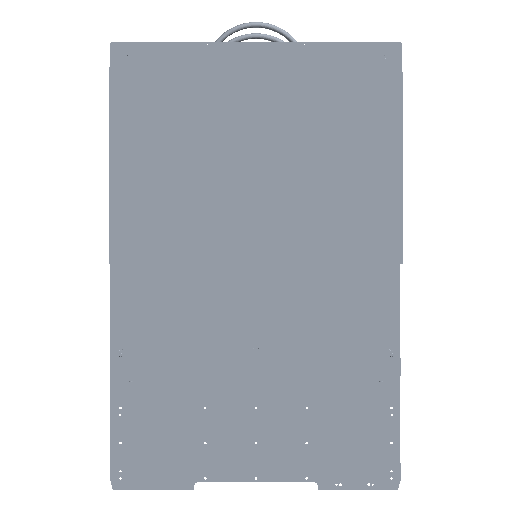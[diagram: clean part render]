
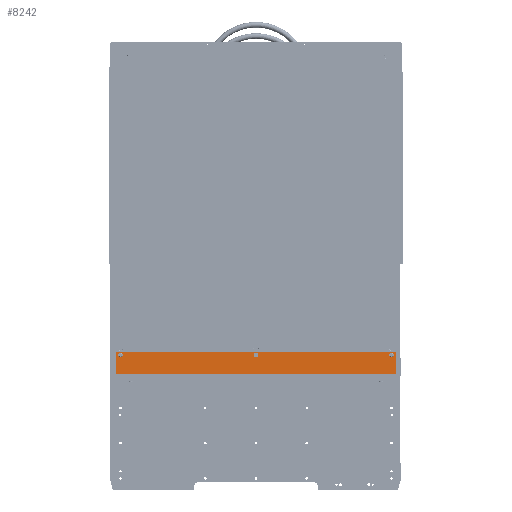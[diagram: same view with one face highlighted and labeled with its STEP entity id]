
A CAD part, front view. The second image highlights one B-rep face of the part: STEP entity #8242.
In plain terms, the highlighted planar face has unit normal (0, -1, 0).
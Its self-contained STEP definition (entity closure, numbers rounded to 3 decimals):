
#627 = ORIENTED_EDGE ( 'NONE', *, *, #24907, .F. ) ;
#2035 = DIRECTION ( 'NONE',  ( 0., -1., 0. ) ) ;
#2375 = CARTESIAN_POINT ( 'NONE',  ( -240.5, -5., 18. ) ) ;
#4293 = DIRECTION ( 'NONE',  ( 0., -1., 0. ) ) ;
#6024 = AXIS2_PLACEMENT_3D ( 'NONE', #44168, #4293, #20656 ) ;
#6174 = DIRECTION ( 'NONE',  ( -1., 0., 0. ) ) ;
#6280 = CARTESIAN_POINT ( 'NONE',  ( 0., -5., 14. ) ) ;
#7426 = VERTEX_POINT ( 'NONE', #29309 ) ;
#8242 = ADVANCED_FACE ( 'NONE', ( #49767, #30074, #54667, #61303 ), #31090, .F. ) ;
#8269 = EDGE_CURVE ( 'NONE', #33582, #7426, #9965, .T. ) ;
#9965 = CIRCLE ( 'NONE', #67184, 4. ) ;
#9982 = CIRCLE ( 'NONE', #21483, 4. ) ;
#9988 = ORIENTED_EDGE ( 'NONE', *, *, #48551, .F. ) ;
#10011 = LINE ( 'NONE', #86736, #95232 ) ;
#11442 = CIRCLE ( 'NONE', #36012, 4. ) ;
#12429 = CIRCLE ( 'NONE', #63082, 4. ) ;
#13925 = VERTEX_POINT ( 'NONE', #2375 ) ;
#14123 = EDGE_CURVE ( 'NONE', #13925, #60678, #24183, .T. ) ;
#15682 = CARTESIAN_POINT ( 'NONE',  ( -248., -5., -20. ) ) ;
#17404 = VECTOR ( 'NONE', #6174, 1000. ) ;
#18141 = LINE ( 'NONE', #47344, #45159 ) ;
#18176 = VECTOR ( 'NONE', #96077, 1000. ) ;
#18496 = ORIENTED_EDGE ( 'NONE', *, *, #69736, .F. ) ;
#19347 = DIRECTION ( 'NONE',  ( 0., 0., -1. ) ) ;
#19857 = LINE ( 'NONE', #64916, #18176 ) ;
#20656 = DIRECTION ( 'NONE',  ( 0., 0., -1. ) ) ;
#21483 = AXIS2_PLACEMENT_3D ( 'NONE', #42383, #2035, #19347 ) ;
#21524 = ORIENTED_EDGE ( 'NONE', *, *, #83675, .F. ) ;
#21661 = ORIENTED_EDGE ( 'NONE', *, *, #49561, .F. ) ;
#22402 = CARTESIAN_POINT ( 'NONE',  ( 240.5, -5., 14. ) ) ;
#22628 = CARTESIAN_POINT ( 'NONE',  ( -240.5, -5., 10. ) ) ;
#24183 = CIRCLE ( 'NONE', #32336, 4. ) ;
#24907 = EDGE_CURVE ( 'NONE', #44691, #62009, #18141, .T. ) ;
#26805 = CARTESIAN_POINT ( 'NONE',  ( 240.5, -5., 14. ) ) ;
#29309 = CARTESIAN_POINT ( 'NONE',  ( 240.5, -5., 18. ) ) ;
#30074 = FACE_BOUND ( 'NONE', #30602, .T. ) ;
#30602 = EDGE_LOOP ( 'NONE', ( #18496, #92413 ) ) ;
#31090 = PLANE ( 'NONE',  #34442 ) ;
#32336 = AXIS2_PLACEMENT_3D ( 'NONE', #89713, #43726, #74397 ) ;
#33094 = DIRECTION ( 'NONE',  ( 0., 0., -1. ) ) ;
#33335 = EDGE_LOOP ( 'NONE', ( #21524, #68035 ) ) ;
#33479 = DIRECTION ( 'NONE',  ( 0., -1., 0. ) ) ;
#33582 = VERTEX_POINT ( 'NONE', #33611 ) ;
#33611 = CARTESIAN_POINT ( 'NONE',  ( 240.5, -5., 10. ) ) ;
#34436 = ORIENTED_EDGE ( 'NONE', *, *, #8269, .F. ) ;
#34442 = AXIS2_PLACEMENT_3D ( 'NONE', #85766, #85269, #69953 ) ;
#36012 = AXIS2_PLACEMENT_3D ( 'NONE', #26805, #33479, #64674 ) ;
#40026 = VERTEX_POINT ( 'NONE', #43984 ) ;
#41109 = VERTEX_POINT ( 'NONE', #97702 ) ;
#41245 = DIRECTION ( 'NONE',  ( 0., 0., -1. ) ) ;
#42383 = CARTESIAN_POINT ( 'NONE',  ( 0., -5., 14. ) ) ;
#43726 = DIRECTION ( 'NONE',  ( 0., -1., 0. ) ) ;
#43984 = CARTESIAN_POINT ( 'NONE',  ( 0., -5., 10. ) ) ;
#44168 = CARTESIAN_POINT ( 'NONE',  ( -240.5, -5., 14. ) ) ;
#44691 = VERTEX_POINT ( 'NONE', #79544 ) ;
#45159 = VECTOR ( 'NONE', #65698, 1000. ) ;
#47204 = DIRECTION ( 'NONE',  ( 0., -1., 0. ) ) ;
#47297 = CARTESIAN_POINT ( 'NONE',  ( 248., -5., 20. ) ) ;
#47344 = CARTESIAN_POINT ( 'NONE',  ( 248., -5., -20. ) ) ;
#47459 = DIRECTION ( 'NONE',  ( 0., -1., 0. ) ) ;
#48551 = EDGE_CURVE ( 'NONE', #7426, #33582, #11442, .T. ) ;
#49452 = EDGE_CURVE ( 'NONE', #77304, #40026, #9982, .T. ) ;
#49561 = EDGE_CURVE ( 'NONE', #86991, #44691, #19857, .T. ) ;
#49767 = FACE_BOUND ( 'NONE', #33335, .T. ) ;
#54667 = FACE_BOUND ( 'NONE', #74028, .T. ) ;
#60678 = VERTEX_POINT ( 'NONE', #22628 ) ;
#61303 = FACE_OUTER_BOUND ( 'NONE', #66274, .T. ) ;
#62009 = VERTEX_POINT ( 'NONE', #15682 ) ;
#63082 = AXIS2_PLACEMENT_3D ( 'NONE', #6280, #47204, #78354 ) ;
#64674 = DIRECTION ( 'NONE',  ( 0., 0., -1. ) ) ;
#64916 = CARTESIAN_POINT ( 'NONE',  ( 248., -5., 20. ) ) ;
#65698 = DIRECTION ( 'NONE',  ( -1., 0., 0. ) ) ;
#66274 = EDGE_LOOP ( 'NONE', ( #67694, #627, #21661, #68298 ) ) ;
#67184 = AXIS2_PLACEMENT_3D ( 'NONE', #22402, #47459, #33094 ) ;
#67694 = ORIENTED_EDGE ( 'NONE', *, *, #81239, .T. ) ;
#68035 = ORIENTED_EDGE ( 'NONE', *, *, #14123, .F. ) ;
#68125 = LINE ( 'NONE', #99283, #17404 ) ;
#68298 = ORIENTED_EDGE ( 'NONE', *, *, #93464, .T. ) ;
#69736 = EDGE_CURVE ( 'NONE', #40026, #77304, #12429, .T. ) ;
#69953 = DIRECTION ( 'NONE',  ( 0., 0., 1. ) ) ;
#74028 = EDGE_LOOP ( 'NONE', ( #34436, #9988 ) ) ;
#74397 = DIRECTION ( 'NONE',  ( 0., 0., -1. ) ) ;
#77304 = VERTEX_POINT ( 'NONE', #90195 ) ;
#78354 = DIRECTION ( 'NONE',  ( 0., 0., -1. ) ) ;
#79544 = CARTESIAN_POINT ( 'NONE',  ( 248., -5., -20. ) ) ;
#81239 = EDGE_CURVE ( 'NONE', #41109, #62009, #10011, .T. ) ;
#83675 = EDGE_CURVE ( 'NONE', #60678, #13925, #95907, .T. ) ;
#85269 = DIRECTION ( 'NONE',  ( 0., 1., 0. ) ) ;
#85766 = CARTESIAN_POINT ( 'NONE',  ( 248., -5., 20. ) ) ;
#86736 = CARTESIAN_POINT ( 'NONE',  ( -248., -5., 20. ) ) ;
#86991 = VERTEX_POINT ( 'NONE', #47297 ) ;
#89713 = CARTESIAN_POINT ( 'NONE',  ( -240.5, -5., 14. ) ) ;
#90195 = CARTESIAN_POINT ( 'NONE',  ( 0., -5., 18. ) ) ;
#92413 = ORIENTED_EDGE ( 'NONE', *, *, #49452, .F. ) ;
#93464 = EDGE_CURVE ( 'NONE', #86991, #41109, #68125, .T. ) ;
#95232 = VECTOR ( 'NONE', #41245, 1000. ) ;
#95907 = CIRCLE ( 'NONE', #6024, 4. ) ;
#96077 = DIRECTION ( 'NONE',  ( 0., 0., -1. ) ) ;
#97702 = CARTESIAN_POINT ( 'NONE',  ( -248., -5., 20. ) ) ;
#99283 = CARTESIAN_POINT ( 'NONE',  ( 248., -5., 20. ) ) ;
